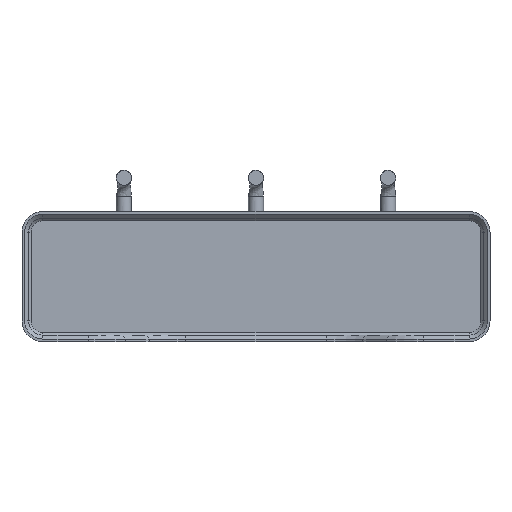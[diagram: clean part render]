
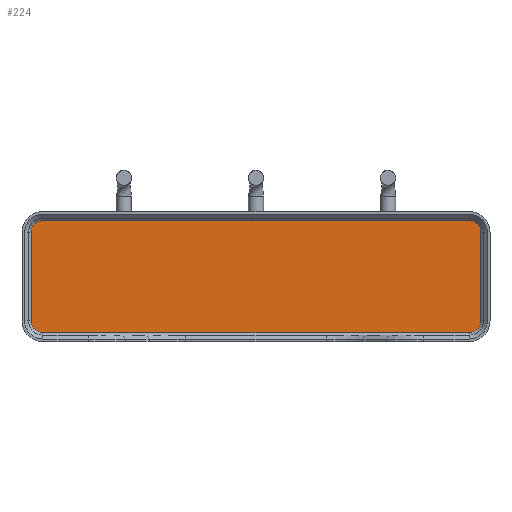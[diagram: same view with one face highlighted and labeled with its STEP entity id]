
A CAD part, top view. The second image highlights one B-rep face of the part: STEP entity #224.
In plain terms, the highlighted planar face has unit normal (0, 0, 1).
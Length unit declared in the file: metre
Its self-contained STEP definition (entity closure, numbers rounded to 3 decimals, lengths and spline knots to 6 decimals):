
#224 = ADVANCED_FACE( '', ( #455 ), #456, .T. );
#455 = FACE_OUTER_BOUND( '', #1086, .T. );
#456 = PLANE( '', #1087 );
#1086 = EDGE_LOOP( '', ( #1625, #1626, #1627, #1628, #1629, #1630, #1631, #1632 ) );
#1087 = AXIS2_PLACEMENT_3D( '', #1633, #1634, #1635 );
#1625 = ORIENTED_EDGE( '', *, *, #1890, .F. );
#1626 = ORIENTED_EDGE( '', *, *, #1780, .F. );
#1627 = ORIENTED_EDGE( '', *, *, #1696, .F. );
#1628 = ORIENTED_EDGE( '', *, *, #1728, .F. );
#1629 = ORIENTED_EDGE( '', *, *, #1773, .F. );
#1630 = ORIENTED_EDGE( '', *, *, #1800, .F. );
#1631 = ORIENTED_EDGE( '', *, *, #1681, .F. );
#1632 = ORIENTED_EDGE( '', *, *, #1719, .F. );
#1633 = CARTESIAN_POINT( '', ( 0.09, 0.025, 0.003 ) );
#1634 = DIRECTION( '', ( 0., 0., 1. ) );
#1635 = DIRECTION( '', ( 1., 0., 0. ) );
#1681 = EDGE_CURVE( '', #1906, #1901, #1908, .T. );
#1696 = EDGE_CURVE( '', #1932, #1927, #1934, .T. );
#1719 = EDGE_CURVE( '', #1971, #1906, #1973, .T. );
#1728 = EDGE_CURVE( '', #1984, #1932, #1986, .T. );
#1773 = EDGE_CURVE( '', #2054, #1984, #2056, .T. );
#1780 = EDGE_CURVE( '', #1927, #2064, #2066, .T. );
#1800 = EDGE_CURVE( '', #1901, #2054, #2095, .T. );
#1890 = EDGE_CURVE( '', #2064, #1971, #2203, .T. );
#1901 = VERTEX_POINT( '', #2247 );
#1906 = VERTEX_POINT( '', #2253 );
#1908 = CIRCLE( '', #2256, 0.0045 );
#1927 = VERTEX_POINT( '', #2312 );
#1932 = VERTEX_POINT( '', #2318 );
#1934 = CIRCLE( '', #2321, 0.0045 );
#1971 = VERTEX_POINT( '', #2366 );
#1973 = LINE( '', #2369, #2370 );
#1984 = VERTEX_POINT( '', #2385 );
#1986 = LINE( '', #2388, #2389 );
#2054 = VERTEX_POINT( '', #2512 );
#2056 = CIRCLE( '', #2515, 0.0045 );
#2064 = VERTEX_POINT( '', #2525 );
#2066 = LINE( '', #2528, #2529 );
#2095 = LINE( '', #2568, #2569 );
#2203 = CIRCLE( '', #2813, 0.0045 );
#2247 = CARTESIAN_POINT( '', ( 0.172, 0.0035, 0.003 ) );
#2253 = CARTESIAN_POINT( '', ( 0.1765, 0.008, 0.003 ) );
#2256 = AXIS2_PLACEMENT_3D( '', #2826, #2827, #2828 );
#2312 = CARTESIAN_POINT( '', ( 0.008, 0.0465, 0.003 ) );
#2318 = CARTESIAN_POINT( '', ( 0.0035, 0.042, 0.003 ) );
#2321 = AXIS2_PLACEMENT_3D( '', #2844, #2845, #2846 );
#2366 = CARTESIAN_POINT( '', ( 0.1765, 0.042, 0.003 ) );
#2369 = CARTESIAN_POINT( '', ( 0.1765, 0.0335, 0.003 ) );
#2370 = VECTOR( '', #2880, 1. );
#2385 = CARTESIAN_POINT( '', ( 0.0035, 0.008, 0.003 ) );
#2388 = CARTESIAN_POINT( '', ( 0.0035, 0.0165, 0.003 ) );
#2389 = VECTOR( '', #2886, 1. );
#2512 = CARTESIAN_POINT( '', ( 0.008, 0.0035, 0.003 ) );
#2515 = AXIS2_PLACEMENT_3D( '', #2934, #2935, #2936 );
#2525 = CARTESIAN_POINT( '', ( 0.172, 0.0465, 0.003 ) );
#2528 = CARTESIAN_POINT( '', ( 0.049, 0.0465, 0.003 ) );
#2529 = VECTOR( '', #2943, 1. );
#2568 = CARTESIAN_POINT( '', ( 0.131, 0.0035, 0.003 ) );
#2569 = VECTOR( '', #2966, 1. );
#2813 = AXIS2_PLACEMENT_3D( '', #3052, #3053, #3054 );
#2826 = CARTESIAN_POINT( '', ( 0.172, 0.008, 0.003 ) );
#2827 = DIRECTION( '', ( 0., 0., -1. ) );
#2828 = DIRECTION( '', ( 0., -1., 0. ) );
#2844 = CARTESIAN_POINT( '', ( 0.008, 0.042, 0.003 ) );
#2845 = DIRECTION( '', ( 0., 0., -1. ) );
#2846 = DIRECTION( '', ( 0., 1., 0. ) );
#2880 = DIRECTION( '', ( 0., -1., 0. ) );
#2886 = DIRECTION( '', ( 0., 1., 0. ) );
#2934 = CARTESIAN_POINT( '', ( 0.008, 0.008, 0.003 ) );
#2935 = DIRECTION( '', ( 0., 0., -1. ) );
#2936 = DIRECTION( '', ( -1., 0., 0. ) );
#2943 = DIRECTION( '', ( 1., 0., 0. ) );
#2966 = DIRECTION( '', ( -1., 0., 0. ) );
#3052 = CARTESIAN_POINT( '', ( 0.172, 0.042, 0.003 ) );
#3053 = DIRECTION( '', ( 0., 0., -1. ) );
#3054 = DIRECTION( '', ( 1., 0., 0. ) );
